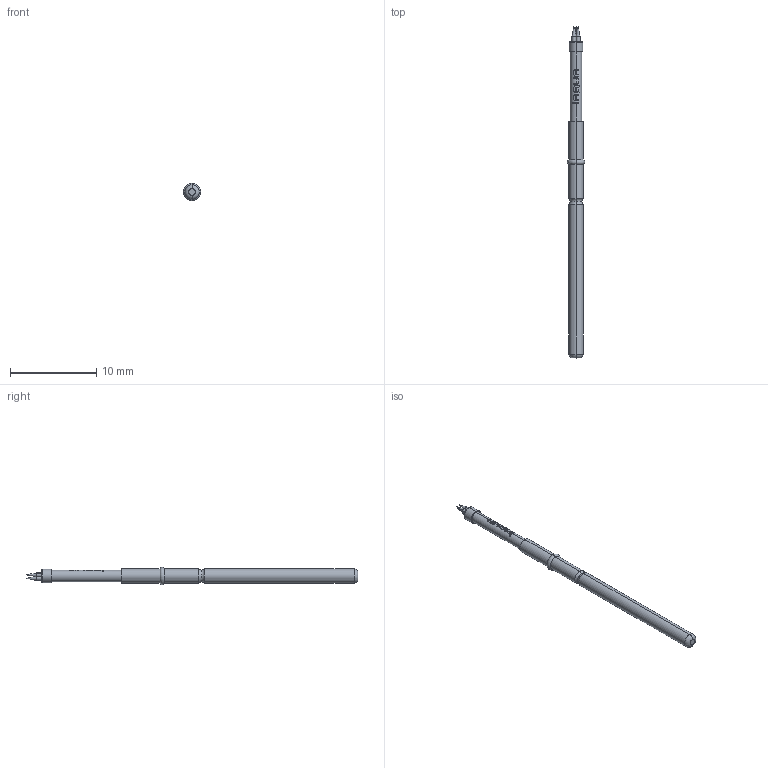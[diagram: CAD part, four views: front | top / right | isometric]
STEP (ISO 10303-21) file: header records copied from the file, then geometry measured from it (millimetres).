
FILE_DESCRIPTION (( 'STEP AP203' ), '1' );
FILE_NAME ('INGUN_GKS-422_293_160_A_xx05.STEP', '2022-01-28T10:29:44', ( 'ochi' ), ( '' ), 'SwSTEP 2.0', 'SolidWorks 2018', '' );
FILE_SCHEMA (( 'CONFIG_CONTROL_DESIGN' ));
Length unit declared in the file: millimetre
Products named in the file (1): INGUN_GKS-422_293_160_A_xx05
Bounding box: 2 x 38.4 x 2 mm (x, y, z)
Volume: 72.3 mm3; surface area: 191.7 mm2
Topology: 1 solids, 1 shells, 117 faces, 316 edges, 201 vertices
Faces by surface type: plane 44, cylinder 35, bspline 22, torus 10, cone 6
Entity records: 4011 total; most frequent: CARTESIAN_POINT 1149, ORIENTED_EDGE 620, DIRECTION 540, EDGE_CURVE 310, AXIS2_PLACEMENT_3D 220, VERTEX_POINT 201, CIRCLE 124, EDGE_LOOP 123
